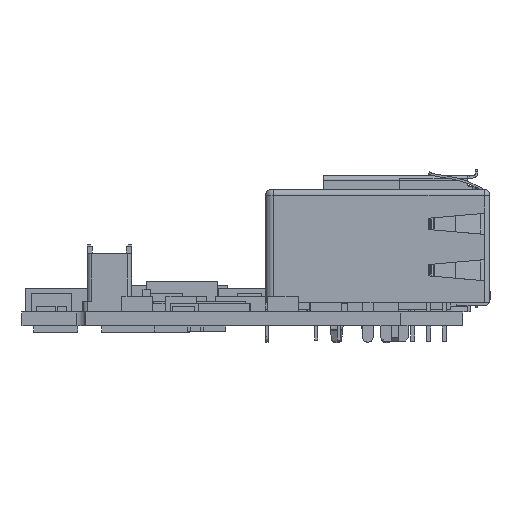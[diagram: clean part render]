
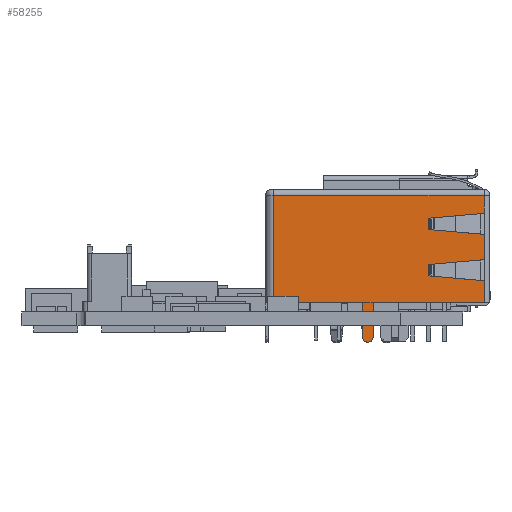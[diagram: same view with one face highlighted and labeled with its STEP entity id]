
A CAD part, left-side view. The second image highlights one B-rep face of the part: STEP entity #58255.
In plain terms, the highlighted planar face has unit normal (-1, 0, 0).
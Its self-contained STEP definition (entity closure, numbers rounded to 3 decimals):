
#317 = EDGE_CURVE ( 'NONE', #149773, #85510, #97484, .T. ) ;
#1980 = VECTOR ( 'NONE', #23084, 1000. ) ;
#2228 = ORIENTED_EDGE ( 'NONE', *, *, #118058, .F. ) ;
#3445 = DIRECTION ( 'NONE',  ( 0., 0., 1. ) ) ;
#3998 = DIRECTION ( 'NONE',  ( 0., -1., 0. ) ) ;
#4180 = DIRECTION ( 'NONE',  ( 0., -1., 0. ) ) ;
#6111 = EDGE_CURVE ( 'NONE', #60272, #94471, #150226, .T. ) ;
#6945 = DIRECTION ( 'NONE',  ( 0., 0., 1. ) ) ;
#8604 = EDGE_LOOP ( 'NONE', ( #100064, #32943, #78907, #49282, #15532, #2228, #164157, #127984, #56172, #124715, #123777, #167432, #135006, #72912, #47547, #158045 ) ) ;
#11832 = CARTESIAN_POINT ( 'NONE',  ( -29.59, 3.662, 1.039 ) ) ;
#12105 = CARTESIAN_POINT ( 'NONE',  ( -29.59, 13.728, 13.19 ) ) ;
#13419 = EDGE_CURVE ( 'NONE', #85510, #29008, #17438, .T. ) ;
#14027 = VERTEX_POINT ( 'NONE', #12105 ) ;
#14979 = LINE ( 'NONE', #28395, #155630 ) ;
#15532 = ORIENTED_EDGE ( 'NONE', *, *, #138023, .T. ) ;
#17438 = LINE ( 'NONE', #112404, #27520 ) ;
#19461 = LINE ( 'NONE', #166011, #143908 ) ;
#19747 = DIRECTION ( 'NONE',  ( 0., -0.996, 0.087 ) ) ;
#23084 = DIRECTION ( 'NONE',  ( 0., 0., 1. ) ) ;
#26990 = DIRECTION ( 'NONE',  ( 0., 0., 1. ) ) ;
#27520 = VECTOR ( 'NONE', #57731, 1000. ) ;
#27984 = CARTESIAN_POINT ( 'NONE',  ( -29.59, -10.097, 8.773 ) ) ;
#28395 = CARTESIAN_POINT ( 'NONE',  ( -29.59, -10.097, 1.279 ) ) ;
#29008 = VERTEX_POINT ( 'NONE', #45370 ) ;
#29904 = AXIS2_PLACEMENT_3D ( 'NONE', #102751, #97302, #119032 ) ;
#31414 = EDGE_CURVE ( 'NONE', #105839, #82166, #155115, .T. ) ;
#32943 = ORIENTED_EDGE ( 'NONE', *, *, #13419, .T. ) ;
#33806 = CARTESIAN_POINT ( 'NONE',  ( -29.59, -10.097, 13.19 ) ) ;
#36775 = DIRECTION ( 'NONE',  ( 0., 0.996, 0.087 ) ) ;
#39428 = CARTESIAN_POINT ( 'NONE',  ( -29.59, -3.032, 4.151 ) ) ;
#44173 = CARTESIAN_POINT ( 'NONE',  ( -29.59, -3.032, 5.299 ) ) ;
#44876 = CARTESIAN_POINT ( 'NONE',  ( -29.59, -10.097, 1.039 ) ) ;
#45370 = CARTESIAN_POINT ( 'NONE',  ( -29.59, -9.692, 8.808 ) ) ;
#46834 = LINE ( 'NONE', #44173, #76676 ) ;
#47547 = ORIENTED_EDGE ( 'NONE', *, *, #31414, .T. ) ;
#47757 = CARTESIAN_POINT ( 'NONE',  ( -29.59, -9.692, 11.122 ) ) ;
#48050 = CARTESIAN_POINT ( 'NONE',  ( -29.59, -9.692, 3.568 ) ) ;
#49282 = ORIENTED_EDGE ( 'NONE', *, *, #157599, .T. ) ;
#50320 = PLANE ( 'NONE',  #90890 ) ;
#56172 = ORIENTED_EDGE ( 'NONE', *, *, #123264, .T. ) ;
#57675 = VERTEX_POINT ( 'NONE', #47757 ) ;
#57731 = DIRECTION ( 'NONE',  ( 0., 0.996, 0.087 ) ) ;
#58162 = VERTEX_POINT ( 'NONE', #11832 ) ;
#58255 = ADVANCED_FACE ( 'NONE', ( #90497 ), #50320, .T. ) ;
#60272 = VERTEX_POINT ( 'NONE', #148530 ) ;
#60408 = DIRECTION ( 'NONE',  ( 0., -0.996, 0.087 ) ) ;
#62199 = VECTOR ( 'NONE', #72458, 1000. ) ;
#62498 = CARTESIAN_POINT ( 'NONE',  ( -29.59, 2.462, -2.83 ) ) ;
#62689 = CARTESIAN_POINT ( 'NONE',  ( -29.59, -9.692, 1.039 ) ) ;
#63651 = LINE ( 'NONE', #71752, #1980 ) ;
#64972 = VERTEX_POINT ( 'NONE', #161358 ) ;
#66530 = CARTESIAN_POINT ( 'NONE',  ( -29.59, 2.462, 1.039 ) ) ;
#71146 = LINE ( 'NONE', #136354, #89874 ) ;
#71752 = CARTESIAN_POINT ( 'NONE',  ( -29.59, -10.097, 1.039 ) ) ;
#72458 = DIRECTION ( 'NONE',  ( 0., 0., -1. ) ) ;
#72912 = ORIENTED_EDGE ( 'NONE', *, *, #74784, .T. ) ;
#74784 = EDGE_CURVE ( 'NONE', #133746, #105839, #112722, .T. ) ;
#75234 = VECTOR ( 'NONE', #19747, 1000. ) ;
#76634 = EDGE_CURVE ( 'NONE', #29008, #57675, #128266, .T. ) ;
#76648 = CARTESIAN_POINT ( 'NONE',  ( -29.59, -9.692, 1.279 ) ) ;
#76676 = VECTOR ( 'NONE', #60408, 1000. ) ;
#78907 = ORIENTED_EDGE ( 'NONE', *, *, #76634, .T. ) ;
#81552 = VERTEX_POINT ( 'NONE', #124637 ) ;
#82166 = VERTEX_POINT ( 'NONE', #119499 ) ;
#83344 = CARTESIAN_POINT ( 'NONE',  ( -29.59, 13.728, 1.039 ) ) ;
#83633 = VECTOR ( 'NONE', #3445, 1000. ) ;
#85510 = VERTEX_POINT ( 'NONE', #27984 ) ;
#87523 = CARTESIAN_POINT ( 'NONE',  ( -29.59, -3.032, 10.539 ) ) ;
#89874 = VECTOR ( 'NONE', #98387, 1000. ) ;
#90497 = FACE_OUTER_BOUND ( 'NONE', #8604, .T. ) ;
#90890 = AXIS2_PLACEMENT_3D ( 'NONE', #44876, #139901, #4180 ) ;
#94471 = VERTEX_POINT ( 'NONE', #62498 ) ;
#96776 = CARTESIAN_POINT ( 'NONE',  ( -29.59, -10.097, 3.533 ) ) ;
#97302 = DIRECTION ( 'NONE',  ( -1., 0., 0. ) ) ;
#97484 = LINE ( 'NONE', #100278, #121223 ) ;
#98387 = DIRECTION ( 'NONE',  ( 0., 0., -1. ) ) ;
#98716 = VECTOR ( 'NONE', #157796, 1000. ) ;
#99020 = DIRECTION ( 'NONE',  ( 0., 0., 1. ) ) ;
#99392 = VECTOR ( 'NONE', #6945, 1000. ) ;
#100064 = ORIENTED_EDGE ( 'NONE', *, *, #317, .T. ) ;
#100278 = CARTESIAN_POINT ( 'NONE',  ( -29.59, -10.097, 1.039 ) ) ;
#102751 = CARTESIAN_POINT ( 'NONE',  ( -29.59, 3.062, -2.83 ) ) ;
#105839 = VERTEX_POINT ( 'NONE', #48050 ) ;
#108302 = VERTEX_POINT ( 'NONE', #121982 ) ;
#111500 = CARTESIAN_POINT ( 'NONE',  ( -29.59, 2.462, 1.039 ) ) ;
#112404 = CARTESIAN_POINT ( 'NONE',  ( -29.59, -3.032, 9.391 ) ) ;
#112412 = LINE ( 'NONE', #33806, #138453 ) ;
#112560 = VECTOR ( 'NONE', #153686, 1000. ) ;
#112722 = LINE ( 'NONE', #39428, #128453 ) ;
#113934 = EDGE_CURVE ( 'NONE', #14027, #108302, #156682, .T. ) ;
#118058 = EDGE_CURVE ( 'NONE', #14027, #81552, #112412, .T. ) ;
#119032 = DIRECTION ( 'NONE',  ( 0., -1., 0. ) ) ;
#119499 = CARTESIAN_POINT ( 'NONE',  ( -29.59, -9.692, 5.882 ) ) ;
#121223 = VECTOR ( 'NONE', #26990, 1000. ) ;
#121982 = CARTESIAN_POINT ( 'NONE',  ( -29.59, 13.728, 1.039 ) ) ;
#122701 = DIRECTION ( 'NONE',  ( 0., -1., 0. ) ) ;
#123264 = EDGE_CURVE ( 'NONE', #58162, #60272, #71146, .T. ) ;
#123777 = ORIENTED_EDGE ( 'NONE', *, *, #146838, .T. ) ;
#124637 = CARTESIAN_POINT ( 'NONE',  ( -29.59, -10.097, 13.19 ) ) ;
#124715 = ORIENTED_EDGE ( 'NONE', *, *, #6111, .T. ) ;
#127984 = ORIENTED_EDGE ( 'NONE', *, *, #129280, .T. ) ;
#128266 = LINE ( 'NONE', #76648, #83633 ) ;
#128453 = VECTOR ( 'NONE', #36775, 1000. ) ;
#129280 = EDGE_CURVE ( 'NONE', #108302, #58162, #19461, .T. ) ;
#130606 = VERTEX_POINT ( 'NONE', #111500 ) ;
#132457 = CARTESIAN_POINT ( 'NONE',  ( -29.59, -10.097, 1.039 ) ) ;
#133746 = VERTEX_POINT ( 'NONE', #96776 ) ;
#135006 = ORIENTED_EDGE ( 'NONE', *, *, #156396, .T. ) ;
#136354 = CARTESIAN_POINT ( 'NONE',  ( -29.59, 3.662, 1.039 ) ) ;
#138023 = EDGE_CURVE ( 'NONE', #64972, #81552, #14979, .T. ) ;
#138453 = VECTOR ( 'NONE', #3998, 1000. ) ;
#138927 = EDGE_CURVE ( 'NONE', #82166, #149773, #46834, .T. ) ;
#139901 = DIRECTION ( 'NONE',  ( -1., 0., 0. ) ) ;
#139958 = LINE ( 'NONE', #161705, #112560 ) ;
#143908 = VECTOR ( 'NONE', #122701, 1000. ) ;
#146838 = EDGE_CURVE ( 'NONE', #94471, #130606, #148023, .T. ) ;
#148023 = LINE ( 'NONE', #66530, #99392 ) ;
#148530 = CARTESIAN_POINT ( 'NONE',  ( -29.59, 3.662, -2.83 ) ) ;
#149773 = VERTEX_POINT ( 'NONE', #156941 ) ;
#150226 = CIRCLE ( 'NONE', #29904, 0.6 ) ;
#153686 = DIRECTION ( 'NONE',  ( 0., -1., 0. ) ) ;
#155115 = LINE ( 'NONE', #62689, #98716 ) ;
#155608 = VERTEX_POINT ( 'NONE', #132457 ) ;
#155630 = VECTOR ( 'NONE', #99020, 1000. ) ;
#156396 = EDGE_CURVE ( 'NONE', #155608, #133746, #63651, .T. ) ;
#156682 = LINE ( 'NONE', #83344, #62199 ) ;
#156941 = CARTESIAN_POINT ( 'NONE',  ( -29.59, -10.097, 5.917 ) ) ;
#157599 = EDGE_CURVE ( 'NONE', #57675, #64972, #160875, .T. ) ;
#157796 = DIRECTION ( 'NONE',  ( 0., 0., 1. ) ) ;
#158045 = ORIENTED_EDGE ( 'NONE', *, *, #138927, .T. ) ;
#160875 = LINE ( 'NONE', #87523, #75234 ) ;
#161353 = EDGE_CURVE ( 'NONE', #130606, #155608, #139958, .T. ) ;
#161358 = CARTESIAN_POINT ( 'NONE',  ( -29.59, -10.097, 11.157 ) ) ;
#161705 = CARTESIAN_POINT ( 'NONE',  ( -29.59, -10.097, 1.039 ) ) ;
#164157 = ORIENTED_EDGE ( 'NONE', *, *, #113934, .T. ) ;
#166011 = CARTESIAN_POINT ( 'NONE',  ( -29.59, -10.097, 1.039 ) ) ;
#167432 = ORIENTED_EDGE ( 'NONE', *, *, #161353, .T. ) ;
